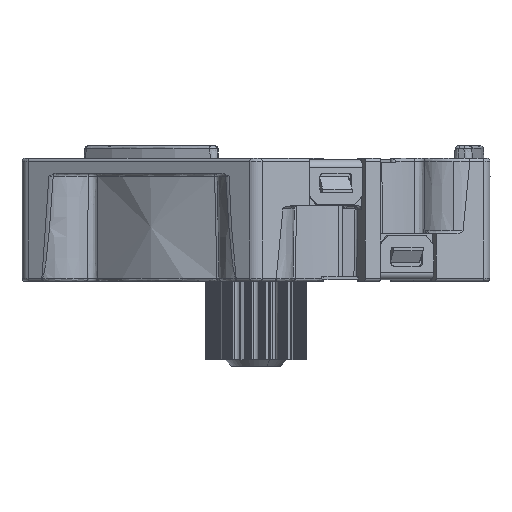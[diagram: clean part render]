
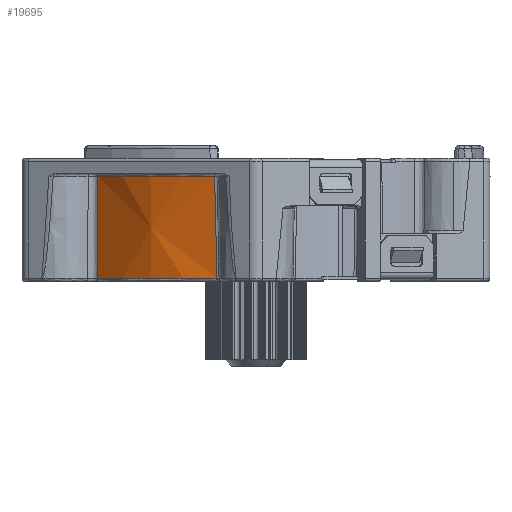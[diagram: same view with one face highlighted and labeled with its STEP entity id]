
A CAD part, left-side view. The second image highlights one B-rep face of the part: STEP entity #19695.
In plain terms, the highlighted conical face has half-angle 1 degrees and reference radius 17.149 mm.
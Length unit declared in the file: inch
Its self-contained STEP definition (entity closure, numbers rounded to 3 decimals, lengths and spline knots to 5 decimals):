
#87 = ORIENTED_EDGE ( 'NONE', *, *, #160747, .F. ) ;
#8515 = AXIS2_PLACEMENT_3D ( 'NONE', #172780, #83398, #23180 ) ;
#9517 = CARTESIAN_POINT ( 'NONE',  ( -0.65914, 0.12727, -0.08098 ) ) ;
#12571 = EDGE_LOOP ( 'NONE', ( #129493, #87, #18183, #72218 ) ) ;
#14277 = CARTESIAN_POINT ( 'NONE',  ( -0.66209, 0.13226, 0.13994 ) ) ;
#16985 = CIRCLE ( 'NONE', #180455, 0.67517 ) ;
#18183 = ORIENTED_EDGE ( 'NONE', *, *, #105391, .T. ) ;
#19695 = ADVANCED_FACE ( 'NONE', ( #126635 ), #184990, .T. ) ;
#23161 = B_SPLINE_CURVE_WITH_KNOTS ( 'NONE', 3,
 ( #147017, #9517, #70743, #193208 ),
 .UNSPECIFIED., .F., .F.,
 ( 4, 4 ),
 ( 0., 1. ),
 .UNSPECIFIED. ) ;
#23180 = DIRECTION ( 'NONE',  ( 1., 0., 0. ) ) ;
#26845 = EDGE_CURVE ( 'NONE', #119867, #196947, #164069, .T. ) ;
#37507 = AXIS2_PLACEMENT_3D ( 'NONE', #124664, #186887, #81467 ) ;
#43109 = VERTEX_POINT ( 'NONE', #82539 ) ;
#51050 = CARTESIAN_POINT ( 'NONE',  ( -0.43694, 0.50721, -0.18718 ) ) ;
#53745 = DIRECTION ( 'NONE',  ( -1., 0., 0. ) ) ;
#66125 = CARTESIAN_POINT ( 'NONE',  ( -0.43979, 0.5072, -0.08098 ) ) ;
#70743 = CARTESIAN_POINT ( 'NONE',  ( -0.6606, 0.12976, 0.02806 ) ) ;
#72218 = ORIENTED_EDGE ( 'NONE', *, *, #125957, .T. ) ;
#78888 = CIRCLE ( 'NONE', #8515, 0.66946 ) ;
#81199 = CARTESIAN_POINT ( 'NONE',  ( -0.44558, 0.50726, 0.13994 ) ) ;
#81467 = DIRECTION ( 'NONE',  ( 0., -1., 0. ) ) ;
#82539 = CARTESIAN_POINT ( 'NONE',  ( -0.65773, 0.12479, -0.18718 ) ) ;
#83398 = DIRECTION ( 'NONE',  ( 0., 0., -1. ) ) ;
#86052 = CARTESIAN_POINT ( 'NONE',  ( -0.44558, 0.50726, 0.13994 ) ) ;
#105391 = EDGE_CURVE ( 'NONE', #43109, #113038, #23161, .T. ) ;
#113038 = VERTEX_POINT ( 'NONE', #14277 ) ;
#116992 = CARTESIAN_POINT ( 'NONE',  ( 0., 0., 0.13994 ) ) ;
#119867 = VERTEX_POINT ( 'NONE', #86052 ) ;
#124664 = CARTESIAN_POINT ( 'NONE',  ( 0., 0., 0.13994 ) ) ;
#125957 = EDGE_CURVE ( 'NONE', #113038, #119867, #16985, .T. ) ;
#126635 = FACE_OUTER_BOUND ( 'NONE', #12571, .T. ) ;
#129493 = ORIENTED_EDGE ( 'NONE', *, *, #26845, .T. ) ;
#131052 = DIRECTION ( 'NONE',  ( 0., 0., -1. ) ) ;
#139437 = CARTESIAN_POINT ( 'NONE',  ( -0.43694, 0.50721, -0.18718 ) ) ;
#147017 = CARTESIAN_POINT ( 'NONE',  ( -0.65773, 0.12479, -0.18718 ) ) ;
#160747 = EDGE_CURVE ( 'NONE', #43109, #196947, #78888, .T. ) ;
#164069 = B_SPLINE_CURVE_WITH_KNOTS ( 'NONE', 3,
 ( #81199, #177210, #66125, #51050 ),
 .UNSPECIFIED., .F., .F.,
 ( 4, 4 ),
 ( 0., 1. ),
 .UNSPECIFIED. ) ;
#172780 = CARTESIAN_POINT ( 'NONE',  ( 0., 0., -0.18718 ) ) ;
#177210 = CARTESIAN_POINT ( 'NONE',  ( -0.44267, 0.50721, 0.02806 ) ) ;
#180455 = AXIS2_PLACEMENT_3D ( 'NONE', #116992, #131052, #53745 ) ;
#184990 = CONICAL_SURFACE ( 'NONE', #37507, 0.67517, 0.017 ) ;
#186887 = DIRECTION ( 'NONE',  ( 0., 0., 1. ) ) ;
#193208 = CARTESIAN_POINT ( 'NONE',  ( -0.66209, 0.13226, 0.13994 ) ) ;
#196947 = VERTEX_POINT ( 'NONE', #139437 ) ;
